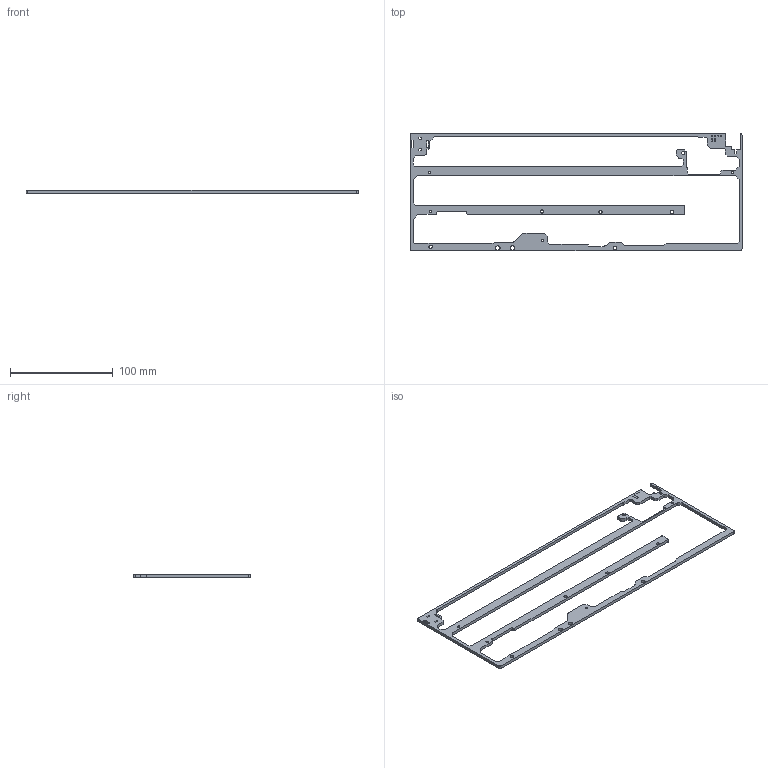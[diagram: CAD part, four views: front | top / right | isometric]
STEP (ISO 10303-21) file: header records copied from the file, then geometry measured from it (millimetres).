
FILE_DESCRIPTION(/* description */ (''),/* implementation_level */ '2;1');
FILE_NAME(/* name */ 'midlayer v15.step',/* time_stamp */ '2021-05-21T18:59:51-04:00',/* author */ (''),/* organization */ (''),/* preprocessor_version */ 'ST-DEVELOPER v18.1',/* originating_system */ 'Autodesk Translation Framework v10.6.0.1341',/* authorisation */ '');
FILE_SCHEMA (('AUTOMOTIVE_DESIGN { 1 0 10303 214 3 1 1 }'));
Length unit declared in the file: millimetre
Products named in the file (1): midlayer
Bounding box: 323.85 x 114.3 x 3 mm (x, y, z)
Volume: 27852.1 mm3; surface area: 28000.8 mm2
Topology: 1 solids, 1 shells, 239 faces, 711 edges, 474 vertices
Faces by surface type: plane 132, cylinder 107
Full cylindrical faces by diameter (mm): 0.9 x2, 1 x6, 2.2 x4, 3.25 x5, 3.75 x1, 4.25 x2
Entity records: 8196 total; most frequent: CARTESIAN_POINT 1425, ORIENTED_EDGE 1422, DIRECTION 1405, EDGE_CURVE 711, LINE 497, VECTOR 497, VERTEX_POINT 474, AXIS2_PLACEMENT_3D 454
